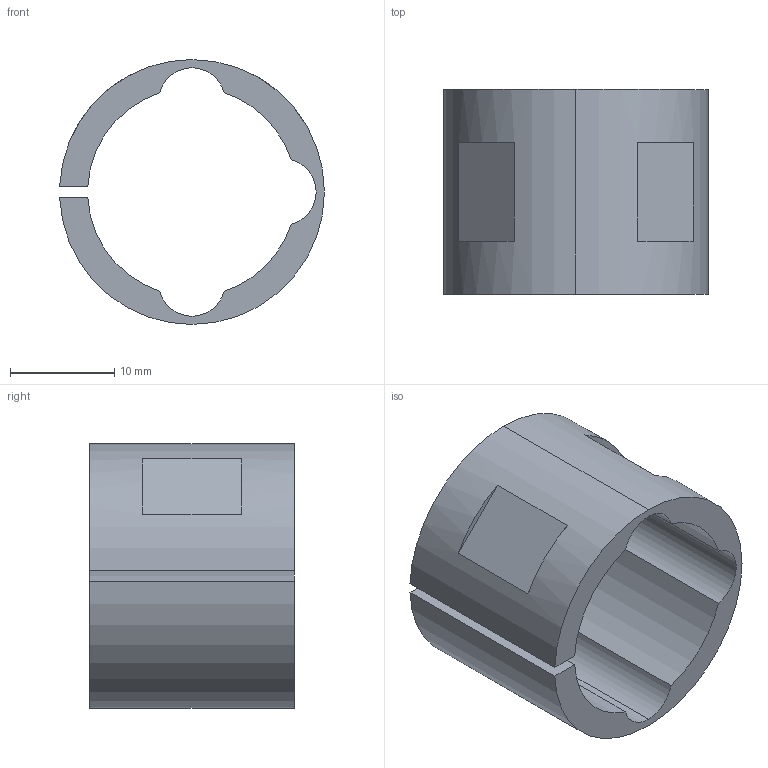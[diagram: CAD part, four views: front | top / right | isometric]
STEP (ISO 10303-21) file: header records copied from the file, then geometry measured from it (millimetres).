
FILE_DESCRIPTION (( 'STEP AP214' ), '1' );
FILE_NAME ('DC-BRS16-20M.STEP', '2015-11-19T19:27:19', ( '' ), ( '' ), 'SwSTEP 2.0', 'SolidWorks 2015', '' );
FILE_SCHEMA (( 'AUTOMOTIVE_DESIGN' ));
Length unit declared in the file: millimetre
Products named in the file (1): DC-BRS16-20M
Bounding box: 25.39 x 19.63 x 25.4 mm (x, y, z)
Volume: 3144.6 mm3; surface area: 3328.4 mm2
Topology: 1 solids, 1 shells, 21 faces, 51 edges, 34 vertices
Faces by surface type: cylinder 11, plane 10
Entity records: 665 total; most frequent: DIRECTION 121, CARTESIAN_POINT 107, ORIENTED_EDGE 102, EDGE_CURVE 51, AXIS2_PLACEMENT_3D 48, VERTEX_POINT 34, CIRCLE 26, VECTOR 25
